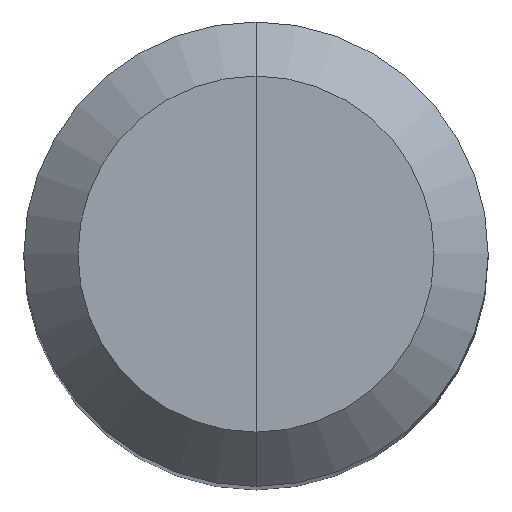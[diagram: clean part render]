
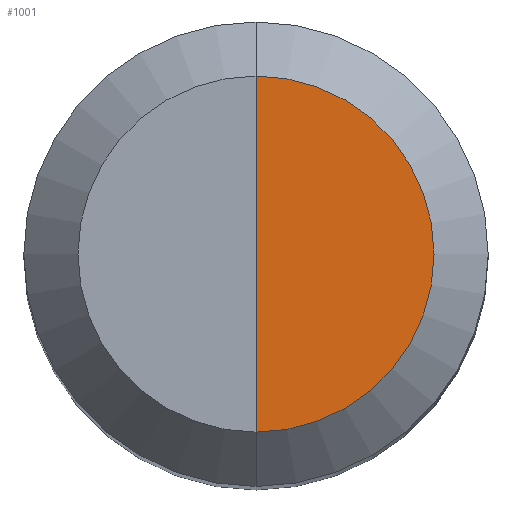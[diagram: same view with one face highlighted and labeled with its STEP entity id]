
A CAD part, top view. The second image highlights one B-rep face of the part: STEP entity #1001.
In plain terms, the highlighted planar face has unit normal (0, 0, 1).
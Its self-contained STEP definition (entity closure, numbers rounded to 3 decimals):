
#887 = CONICAL_SURFACE('',#888,3.,0.785);
#888 = AXIS2_PLACEMENT_3D('',#889,#890,#891);
#889 = CARTESIAN_POINT('',(0.,0.,-0.7));
#890 = DIRECTION('',(-0.,-0.,-1.));
#891 = DIRECTION('',(0.,-1.,0.));
#925 = VERTEX_POINT('',#926);
#926 = CARTESIAN_POINT('',(0.,2.3,0.));
#952 = EDGE_CURVE('',#953,#925,#955,.T.);
#953 = VERTEX_POINT('',#954);
#954 = CARTESIAN_POINT('',(0.,-2.3,0.));
#955 = SURFACE_CURVE('',#956,(#961,#968),.PCURVE_S1.);
#956 = CIRCLE('',#957,2.3);
#957 = AXIS2_PLACEMENT_3D('',#958,#959,#960);
#958 = CARTESIAN_POINT('',(0.,0.,0.));
#959 = DIRECTION('',(0.,0.,1.));
#960 = DIRECTION('',(0.,-1.,0.));
#961 = PCURVE('',#887,#962);
#962 = DEFINITIONAL_REPRESENTATION('',(#963),#967);
#963 = LINE('',#964,#965);
#964 = CARTESIAN_POINT('',(-0.,-0.7));
#965 = VECTOR('',#966,1.);
#966 = DIRECTION('',(-1.,-0.));
#967 = ( GEOMETRIC_REPRESENTATION_CONTEXT(2) 
PARAMETRIC_REPRESENTATION_CONTEXT() REPRESENTATION_CONTEXT('2D SPACE',''
  ) );
#968 = PCURVE('',#969,#974);
#969 = PLANE('',#970);
#970 = AXIS2_PLACEMENT_3D('',#971,#972,#973);
#971 = CARTESIAN_POINT('',(0.,0.,0.));
#972 = DIRECTION('',(0.,0.,1.));
#973 = DIRECTION('',(0.,-1.,0.));
#974 = DEFINITIONAL_REPRESENTATION('',(#975),#979);
#975 = CIRCLE('',#976,2.3);
#976 = AXIS2_PLACEMENT_2D('',#977,#978);
#977 = CARTESIAN_POINT('',(0.,0.));
#978 = DIRECTION('',(1.,0.));
#979 = ( GEOMETRIC_REPRESENTATION_CONTEXT(2) 
PARAMETRIC_REPRESENTATION_CONTEXT() REPRESENTATION_CONTEXT('2D SPACE',''
  ) );
#1001 = ADVANCED_FACE('',(#1002),#969,.T.);
#1002 = FACE_BOUND('',#1003,.T.);
#1003 = EDGE_LOOP('',(#1004,#1005,#1033));
#1004 = ORIENTED_EDGE('',*,*,#952,.T.);
#1005 = ORIENTED_EDGE('',*,*,#1006,.T.);
#1006 = EDGE_CURVE('',#925,#1007,#1009,.T.);
#1007 = VERTEX_POINT('',#1008);
#1008 = CARTESIAN_POINT('',(0.,0.,0.));
#1009 = SURFACE_CURVE('',#1010,(#1014,#1021),.PCURVE_S1.);
#1010 = LINE('',#1011,#1012);
#1011 = CARTESIAN_POINT('',(0.,2.3,0.));
#1012 = VECTOR('',#1013,1.);
#1013 = DIRECTION('',(0.,-1.,0.));
#1014 = PCURVE('',#969,#1015);
#1015 = DEFINITIONAL_REPRESENTATION('',(#1016),#1020);
#1016 = LINE('',#1017,#1018);
#1017 = CARTESIAN_POINT('',(-2.3,0.));
#1018 = VECTOR('',#1019,1.);
#1019 = DIRECTION('',(1.,0.));
#1020 = ( GEOMETRIC_REPRESENTATION_CONTEXT(2) 
PARAMETRIC_REPRESENTATION_CONTEXT() REPRESENTATION_CONTEXT('2D SPACE',''
  ) );
#1021 = PCURVE('',#1022,#1027);
#1022 = PLANE('',#1023);
#1023 = AXIS2_PLACEMENT_3D('',#1024,#1025,#1026);
#1024 = CARTESIAN_POINT('',(0.,0.,0.));
#1025 = DIRECTION('',(-0.,-0.,-1.));
#1026 = DIRECTION('',(0.,-1.,0.));
#1027 = DEFINITIONAL_REPRESENTATION('',(#1028),#1032);
#1028 = LINE('',#1029,#1030);
#1029 = CARTESIAN_POINT('',(-2.3,0.));
#1030 = VECTOR('',#1031,1.);
#1031 = DIRECTION('',(1.,0.));
#1032 = ( GEOMETRIC_REPRESENTATION_CONTEXT(2) 
PARAMETRIC_REPRESENTATION_CONTEXT() REPRESENTATION_CONTEXT('2D SPACE',''
  ) );
#1033 = ORIENTED_EDGE('',*,*,#1034,.F.);
#1034 = EDGE_CURVE('',#953,#1007,#1035,.T.);
#1035 = SURFACE_CURVE('',#1036,(#1040,#1047),.PCURVE_S1.);
#1036 = LINE('',#1037,#1038);
#1037 = CARTESIAN_POINT('',(0.,-2.3,0.));
#1038 = VECTOR('',#1039,1.);
#1039 = DIRECTION('',(0.,1.,0.));
#1040 = PCURVE('',#969,#1041);
#1041 = DEFINITIONAL_REPRESENTATION('',(#1042),#1046);
#1042 = LINE('',#1043,#1044);
#1043 = CARTESIAN_POINT('',(2.3,0.));
#1044 = VECTOR('',#1045,1.);
#1045 = DIRECTION('',(-1.,0.));
#1046 = ( GEOMETRIC_REPRESENTATION_CONTEXT(2) 
PARAMETRIC_REPRESENTATION_CONTEXT() REPRESENTATION_CONTEXT('2D SPACE',''
  ) );
#1047 = PCURVE('',#1022,#1048);
#1048 = DEFINITIONAL_REPRESENTATION('',(#1049),#1053);
#1049 = LINE('',#1050,#1051);
#1050 = CARTESIAN_POINT('',(2.3,0.));
#1051 = VECTOR('',#1052,1.);
#1052 = DIRECTION('',(-1.,0.));
#1053 = ( GEOMETRIC_REPRESENTATION_CONTEXT(2) 
PARAMETRIC_REPRESENTATION_CONTEXT() REPRESENTATION_CONTEXT('2D SPACE',''
  ) );
